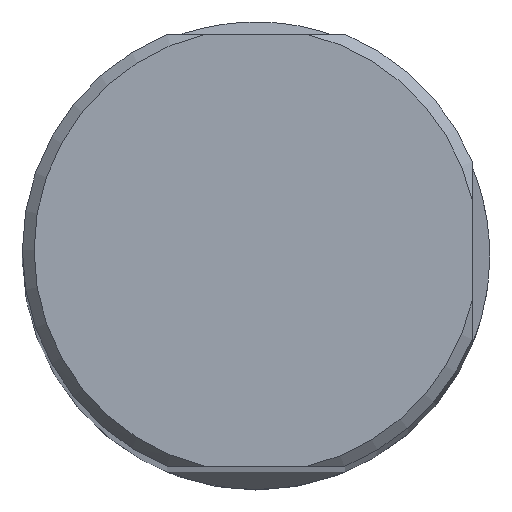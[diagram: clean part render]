
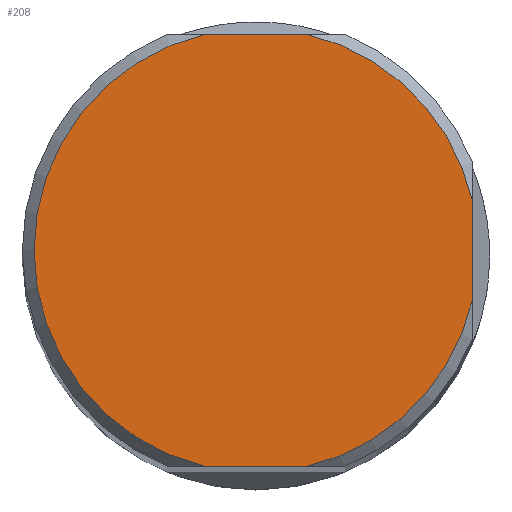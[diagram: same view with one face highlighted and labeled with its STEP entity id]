
A CAD part, top view. The second image highlights one B-rep face of the part: STEP entity #208.
In plain terms, the highlighted planar face has unit normal (0, 0, 1).
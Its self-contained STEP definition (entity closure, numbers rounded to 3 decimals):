
#152=LINE('',#1087,#180);
#153=LINE('',#1091,#181);
#154=LINE('',#1092,#182);
#180=VECTOR('',#882,1.);
#181=VECTOR('',#885,1.);
#182=VECTOR('',#886,1.);
#208=ADVANCED_FACE('',(#260),#237,.F.);
#237=PLANE('',#725);
#260=FACE_OUTER_BOUND('',#301,.T.);
#301=EDGE_LOOP('',(#419,#420,#421,#422,#423,#424));
#419=ORIENTED_EDGE('',*,*,#582,.T.);
#420=ORIENTED_EDGE('',*,*,#583,.T.);
#421=ORIENTED_EDGE('',*,*,#584,.T.);
#422=ORIENTED_EDGE('',*,*,#585,.T.);
#423=ORIENTED_EDGE('',*,*,#579,.T.);
#424=ORIENTED_EDGE('',*,*,#586,.T.);
#514=VERTEX_POINT('',#1067);
#515=VERTEX_POINT('',#1072);
#516=VERTEX_POINT('',#1079);
#517=VERTEX_POINT('',#1084);
#518=VERTEX_POINT('',#1088);
#519=VERTEX_POINT('',#1090);
#579=EDGE_CURVE('',#514,#515,#624,.T.);
#582=EDGE_CURVE('',#516,#517,#625,.T.);
#583=EDGE_CURVE('',#517,#518,#152,.T.);
#584=EDGE_CURVE('',#518,#519,#626,.T.);
#585=EDGE_CURVE('',#519,#514,#153,.T.);
#586=EDGE_CURVE('',#515,#516,#154,.T.);
#624=CIRCLE('',#720,19.);
#625=CIRCLE('',#722,19.);
#626=CIRCLE('',#724,19.);
#720=AXIS2_PLACEMENT_3D('',#1073,#874,#875);
#722=AXIS2_PLACEMENT_3D('',#1085,#878,#879);
#724=AXIS2_PLACEMENT_3D('',#1089,#883,#884);
#725=AXIS2_PLACEMENT_3D('',#1093,#887,#888);
#874=DIRECTION('',(0.,0.,1.));
#875=DIRECTION('',(-1.,0.,0.));
#878=DIRECTION('',(0.,0.,1.));
#879=DIRECTION('',(-1.,0.,0.));
#882=DIRECTION('',(-1.,0.,0.));
#883=DIRECTION('',(0.,0.,1.));
#884=DIRECTION('',(-1.,0.,0.));
#885=DIRECTION('',(1.,0.,0.));
#886=DIRECTION('',(0.,1.,0.));
#887=DIRECTION('',(0.,0.,-1.));
#888=DIRECTION('',(1.,0.,0.));
#1067=CARTESIAN_POINT('',(4.33,-18.5,160.));
#1072=CARTESIAN_POINT('',(18.5,-4.33,160.));
#1073=CARTESIAN_POINT('',(0.,0.,160.));
#1079=CARTESIAN_POINT('',(18.5,4.33,160.));
#1084=CARTESIAN_POINT('',(4.33,18.5,160.));
#1085=CARTESIAN_POINT('',(0.,0.,160.));
#1087=CARTESIAN_POINT('',(20.,18.5,160.));
#1088=CARTESIAN_POINT('',(-4.33,18.5,160.));
#1089=CARTESIAN_POINT('',(0.,0.,160.));
#1090=CARTESIAN_POINT('',(-4.33,-18.5,160.));
#1091=CARTESIAN_POINT('',(-20.,-18.5,160.));
#1092=CARTESIAN_POINT('',(18.5,-20.,160.));
#1093=CARTESIAN_POINT('',(20.,0.,160.));
